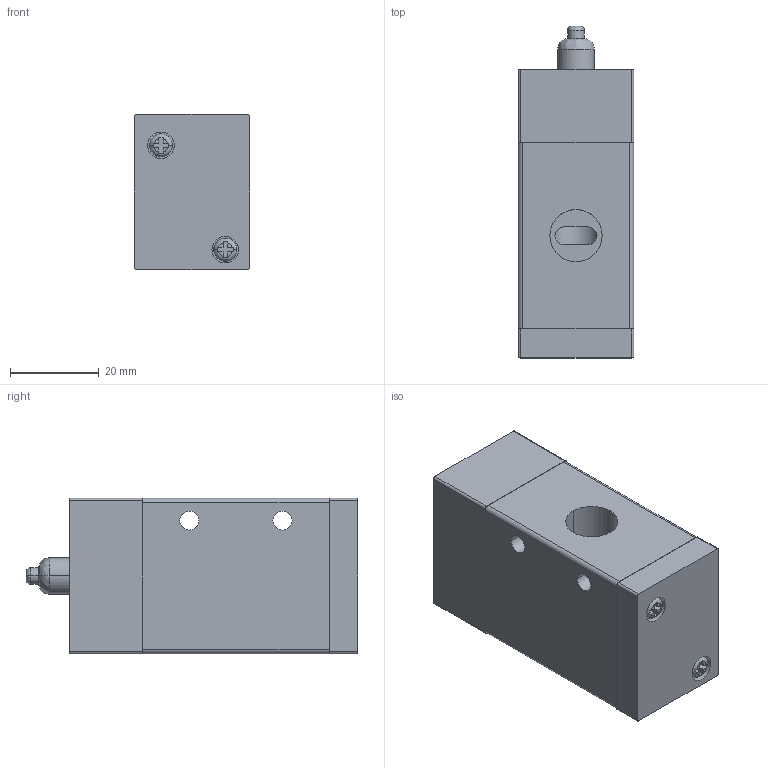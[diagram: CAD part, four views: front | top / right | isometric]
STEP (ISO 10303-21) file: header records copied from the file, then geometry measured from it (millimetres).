
FILE_DESCRIPTION (( 'STEP AP203' ), '1' );
FILE_NAME ('MSV-98322.step', '2017-02-23T22:21:52', ( '' ), ( '' ), 'SwSTEP 2.0', 'SolidWorks 2016', '' );
FILE_SCHEMA (( 'CONFIG_CONTROL_DESIGN' ));
Length unit declared in the file: millimetre
Products named in the file (1): MSV-98322
Bounding box: 26 x 74.8 x 35 mm (x, y, z)
Volume: 51216.2 mm3; surface area: 17280.8 mm2
Topology: 3 solids, 3 shells, 184 faces, 470 edges, 302 vertices
Faces by surface type: plane 102, cylinder 62, bspline 12, cone 8
Entity records: 5965 total; most frequent: CARTESIAN_POINT 1545, ORIENTED_EDGE 924, DIRECTION 864, EDGE_CURVE 462, AXIS2_PLACEMENT_3D 309, VERTEX_POINT 302, VECTOR 246, LINE 246
